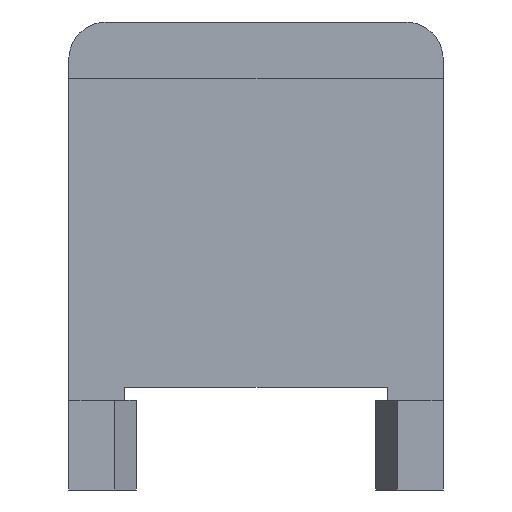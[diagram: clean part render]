
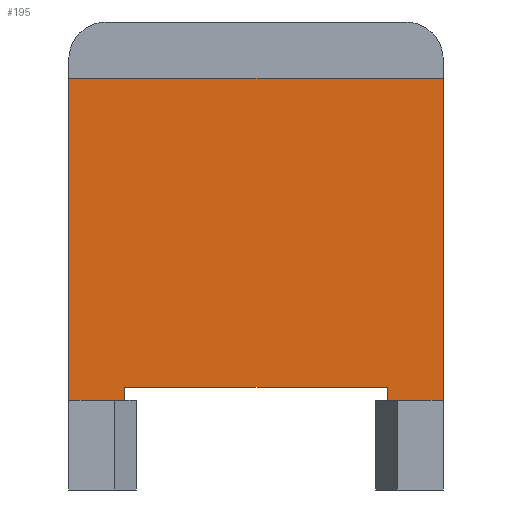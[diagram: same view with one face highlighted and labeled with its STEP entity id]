
A CAD part, front view. The second image highlights one B-rep face of the part: STEP entity #195.
In plain terms, the highlighted planar face has unit normal (0, -1, 0).
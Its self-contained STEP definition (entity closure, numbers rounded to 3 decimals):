
#195=ADVANCED_FACE('',(#388),#389,.T.);
#388=FACE_OUTER_BOUND('',#576,.T.);
#389=PLANE('',#577);
#576=EDGE_LOOP('',(#1121,#1122,#1123,#1124,#1125,#1126,#1127,#1128));
#577=AXIS2_PLACEMENT_3D('',#1129,#1130,#1131);
#1121=ORIENTED_EDGE('',*,*,#1404,.T.);
#1122=ORIENTED_EDGE('',*,*,#1405,.F.);
#1123=ORIENTED_EDGE('',*,*,#1406,.F.);
#1124=ORIENTED_EDGE('',*,*,#1208,.F.);
#1125=ORIENTED_EDGE('',*,*,#1370,.F.);
#1126=ORIENTED_EDGE('',*,*,#1401,.T.);
#1127=ORIENTED_EDGE('',*,*,#1316,.F.);
#1128=ORIENTED_EDGE('',*,*,#1234,.F.);
#1129=CARTESIAN_POINT('',(-10.,17.5,5.5));
#1130=DIRECTION('',(0.,-1.0,0.));
#1131=DIRECTION('',(-1.0,0.,0.0));
#1208=EDGE_CURVE('',#1456,#1459,#1460,.T.);
#1234=EDGE_CURVE('',#1508,#1510,#1511,.T.);
#1316=EDGE_CURVE('',#1510,#1634,#1635,.T.);
#1370=EDGE_CURVE('',#1708,#1456,#1710,.T.);
#1401=EDGE_CURVE('',#1708,#1634,#1750,.T.);
#1404=EDGE_CURVE('',#1508,#1753,#1754,.T.);
#1405=EDGE_CURVE('',#1755,#1753,#1756,.T.);
#1406=EDGE_CURVE('',#1459,#1755,#1757,.T.);
#1456=VERTEX_POINT('',#1818);
#1459=VERTEX_POINT('',#1822);
#1460=LINE('',#1823,#1824);
#1508=VERTEX_POINT('',#1895);
#1510=VERTEX_POINT('',#1898);
#1511=LINE('',#1899,#1900);
#1634=VERTEX_POINT('',#2084);
#1635=LINE('',#2085,#2086);
#1708=VERTEX_POINT('',#2195);
#1710=LINE('',#2198,#2199);
#1750=LINE('',#2258,#2259);
#1753=VERTEX_POINT('',#2263);
#1754=LINE('',#2264,#2265);
#1755=VERTEX_POINT('',#2266);
#1756=LINE('',#2267,#2268);
#1757=LINE('',#2269,#2270);
#1818=CARTESIAN_POINT('',(-7.,17.5,4.8));
#1822=CARTESIAN_POINT('',(-10.,17.5,4.8));
#1823=CARTESIAN_POINT('',(10.,17.5,4.8));
#1824=VECTOR('',#2320,3.);
#1895=CARTESIAN_POINT('',(10.,17.5,4.8));
#1898=CARTESIAN_POINT('',(7.,17.5,4.8));
#1899=CARTESIAN_POINT('',(10.,17.5,4.8));
#1900=VECTOR('',#2345,3.);
#2084=CARTESIAN_POINT('',(7.,17.5,5.5));
#2085=CARTESIAN_POINT('',(7.,17.5,2.4));
#2086=VECTOR('',#2407,0.7);
#2195=CARTESIAN_POINT('',(-7.,17.5,5.5));
#2198=CARTESIAN_POINT('',(-7.,17.5,2.4));
#2199=VECTOR('',#2445,0.7);
#2258=CARTESIAN_POINT('',(-10.,17.5,5.5));
#2259=VECTOR('',#2465,14.);
#2263=CARTESIAN_POINT('',(10.,17.5,22.0));
#2264=CARTESIAN_POINT('',(10.,17.5,5.5));
#2265=VECTOR('',#2467,17.2);
#2266=CARTESIAN_POINT('',(-10.,17.5,22.0));
#2267=CARTESIAN_POINT('',(-10.,17.5,22.0));
#2268=VECTOR('',#2468,20.0);
#2269=CARTESIAN_POINT('',(-10.,17.5,5.5));
#2270=VECTOR('',#2469,17.2);
#2320=DIRECTION('',(-1.0,0.,0.0));
#2345=DIRECTION('',(-1.0,0.,0.0));
#2407=DIRECTION('',(0.0,0.0,1.0));
#2445=DIRECTION('',(0.0,0.0,-1.0));
#2465=DIRECTION('',(1.0,0.,0.0));
#2467=DIRECTION('',(0.,0.,1.0));
#2468=DIRECTION('',(1.0,0.,0.0));
#2469=DIRECTION('',(0.,0.,1.0));
